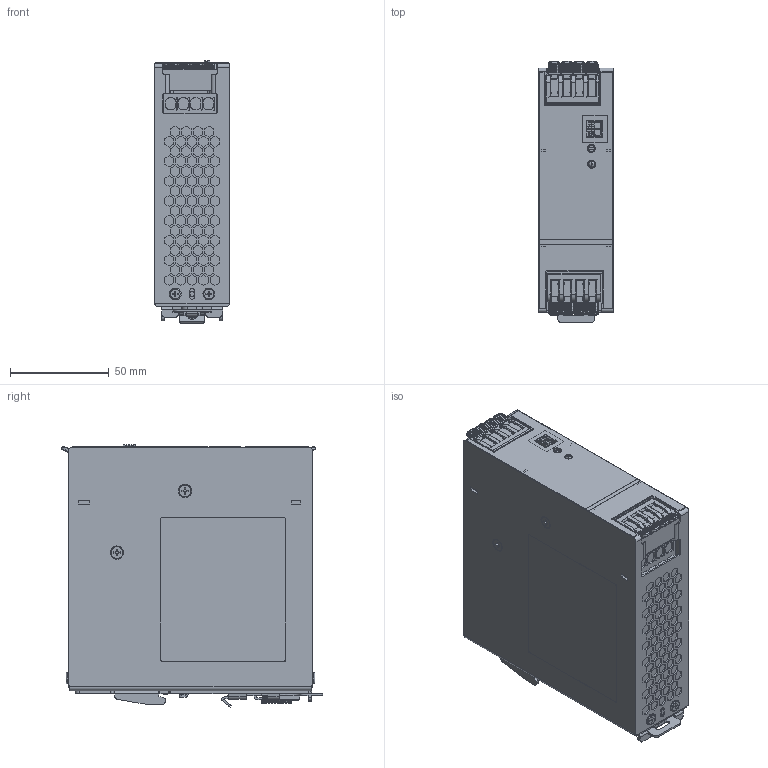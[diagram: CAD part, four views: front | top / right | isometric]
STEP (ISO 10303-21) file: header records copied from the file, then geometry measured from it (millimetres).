
FILE_DESCRIPTION (( 'STEP AP214' ), '1' );
FILE_NAME ('PSR-24-120C-3.STEP', '2026-01-14T19:00:23', ( '' ), ( '' ), 'SwSTEP 2.0', 'SolidWorks 2024', '' );
FILE_SCHEMA (( 'AUTOMOTIVE_DESIGN' ));
Length unit declared in the file: millimetre
Products named in the file (1): PSR-24-120C-3
Bounding box: 38.08 x 132.45 x 132.94 mm (x, y, z)
Volume: 578988.6 mm3; surface area: 63894.9 mm2
Topology: 3 solids, 33 shells, 3798 faces, 9987 edges, 6445 vertices
Faces by surface type: plane 2633, cylinder 779, bspline 238, torus 74, cone 74
Full cylindrical faces by diameter (mm): 3.7 x1, 4.1 x1
Entity records: 132293 total; most frequent: CARTESIAN_POINT 41079, ORIENTED_EDGE 19888, DIRECTION 17242, EDGE_CURVE 9944, VECTOR 7124, LINE 7124, VERTEX_POINT 6444, AXIS2_PLACEMENT_3D 5059
